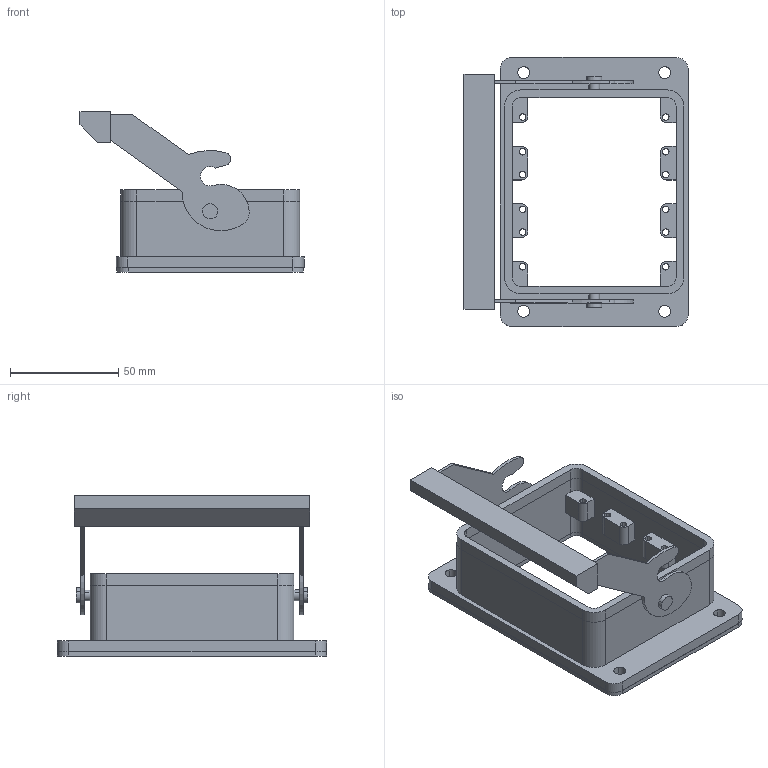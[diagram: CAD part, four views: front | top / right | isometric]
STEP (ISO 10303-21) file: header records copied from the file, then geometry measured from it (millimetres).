
FILE_DESCRIPTION(('CATIA V5 STEP Exchange','CAx-IF Rec.Pracs.--- Model Styling and Organization---1.4--- 2014-01-23'),'2;1');
FILE_NAME ('018429-4_1', '2019-07-24T05:15:57+00:00', ('none'), ('Weidmueller'), 'CATIA Version 5-6 Release 2016 SP3 HF44', 'CATIA V5 STEP AP214', 'none');
FILE_SCHEMA(('AUTOMOTIVE_DESIGN { 1 0 10303 214 1 1 1 1 }'));
Length unit declared in the file: millimetre
Products named in the file (1): 1666740000
Bounding box: 103.25 x 124 x 73.8 mm (x, y, z)
Volume: 92673.6 mm3; surface area: 59294.9 mm2
Topology: 3 solids, 3 shells, 196 faces, 547 edges, 368 vertices
Faces by surface type: cylinder 104, plane 92
Entity records: 5964 total; most frequent: ORIENTED_EDGE 1094, CARTESIAN_POINT 1046, DIRECTION 807, EDGE_CURVE 547, VERTEX_POINT 368, AXIS2_PLACEMENT_3D 341, VECTOR 337, LINE 337
